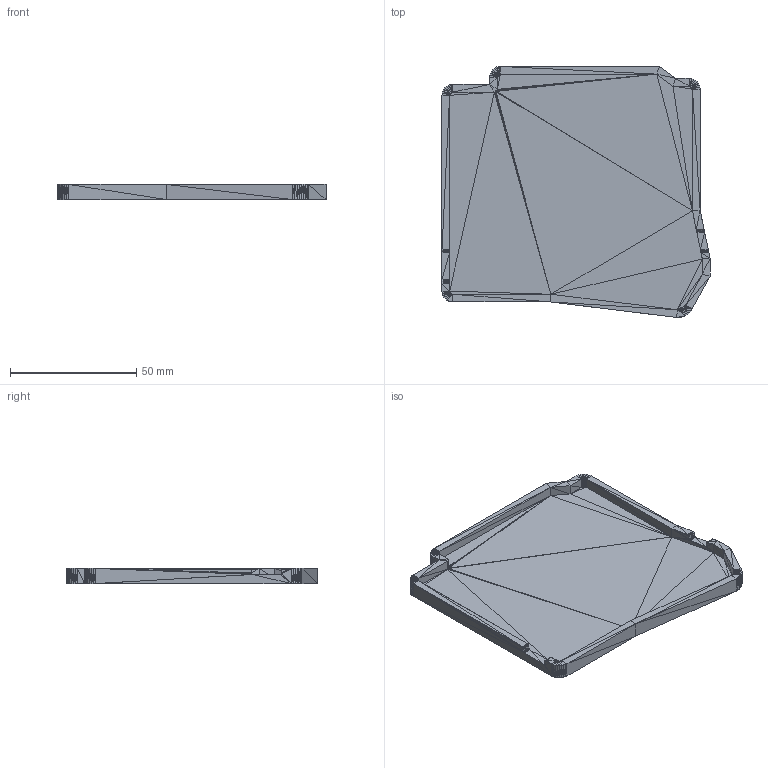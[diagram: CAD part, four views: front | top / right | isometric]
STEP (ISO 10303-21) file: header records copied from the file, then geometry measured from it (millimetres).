
FILE_DESCRIPTION(('FreeCAD Model'),'2;1');
FILE_NAME('Open CASCADE Shape Model','2023-12-24T11:21:33',('Author'),( ''),'Open CASCADE STEP processor 7.6','FreeCAD','Unknown');
FILE_SCHEMA(('AUTOMOTIVE_DESIGN { 1 0 10303 214 1 1 1 1 }'));
Length unit declared in the file: millimetre
Products named in the file (1): microdox_slipon001 (Solid)
Bounding box: 106.35 x 99.61 x 6 mm (x, y, z)
Volume: 23672.9 mm3; surface area: 22938.8 mm2
Topology: 1 solids, 1 shells, 688 faces, 1032 edges, 346 vertices
Faces by surface type: plane 688
Entity records: 13450 total; most frequent: DIRECTION 2410, CARTESIAN_POINT 2067, ORIENTED_EDGE 2064, EDGE_CURVE 1032, LINE 1032, VECTOR 1032, AXIS2_PLACEMENT_3D 689, ADVANCED_FACE 688
